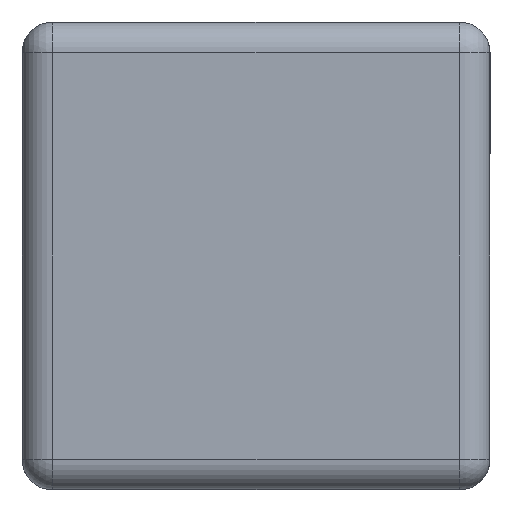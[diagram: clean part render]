
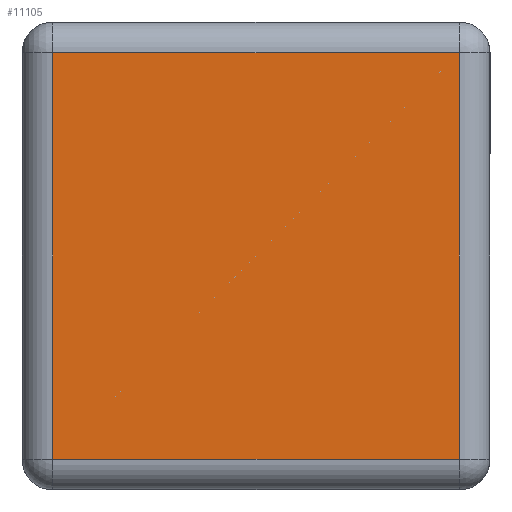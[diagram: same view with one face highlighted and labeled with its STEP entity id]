
A CAD part, left-side view. The second image highlights one B-rep face of the part: STEP entity #11105.
In plain terms, the highlighted planar face has unit normal (-1, 0, 0).
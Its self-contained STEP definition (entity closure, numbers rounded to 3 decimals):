
#512 = CARTESIAN_POINT ( 'NONE',  ( -5.04, 1.325, -1.325 ) ) ;
#570 = PLANE ( 'NONE',  #2919 ) ;
#641 = CARTESIAN_POINT ( 'NONE',  ( -5.04, 1.325, 1.325 ) ) ;
#1172 = DIRECTION ( 'NONE',  ( 0., 0., 1. ) ) ;
#1853 = ORIENTED_EDGE ( 'NONE', *, *, #15268, .T. ) ;
#2919 = AXIS2_PLACEMENT_3D ( 'NONE', #3314, #5815, #7208 ) ;
#3086 = LINE ( 'NONE', #12395, #16840 ) ;
#3314 = CARTESIAN_POINT ( 'NONE',  ( -5.04, 0., 0. ) ) ;
#3409 = VERTEX_POINT ( 'NONE', #11853 ) ;
#3722 = VERTEX_POINT ( 'NONE', #641 ) ;
#3967 = CARTESIAN_POINT ( 'NONE',  ( -5.04, 1.525, 1.325 ) ) ;
#4855 = VECTOR ( 'NONE', #13916, 1000. ) ;
#5815 = DIRECTION ( 'NONE',  ( 1., 0., 0. ) ) ;
#7205 = EDGE_CURVE ( 'NONE', #3722, #16136, #3086, .T. ) ;
#7208 = DIRECTION ( 'NONE',  ( 0., 0., -1. ) ) ;
#7479 = CARTESIAN_POINT ( 'NONE',  ( -5.04, -1.325, 1.525 ) ) ;
#7768 = LINE ( 'NONE', #3967, #13606 ) ;
#8032 = VERTEX_POINT ( 'NONE', #12158 ) ;
#8212 = ORIENTED_EDGE ( 'NONE', *, *, #7205, .T. ) ;
#8322 = FACE_OUTER_BOUND ( 'NONE', #11150, .T. ) ;
#9130 = DIRECTION ( 'NONE',  ( 0., 1., 0. ) ) ;
#9952 = LINE ( 'NONE', #15347, #4855 ) ;
#10883 = EDGE_CURVE ( 'NONE', #3409, #8032, #16810, .T. ) ;
#11105 = ADVANCED_FACE ( 'NONE', ( #8322 ), #570, .F. ) ;
#11150 = EDGE_LOOP ( 'NONE', ( #1853, #11761, #13045, #8212 ) ) ;
#11761 = ORIENTED_EDGE ( 'NONE', *, *, #10883, .T. ) ;
#11853 = CARTESIAN_POINT ( 'NONE',  ( -5.04, -1.325, -1.325 ) ) ;
#12158 = CARTESIAN_POINT ( 'NONE',  ( -5.04, -1.325, 1.325 ) ) ;
#12395 = CARTESIAN_POINT ( 'NONE',  ( -5.04, 1.325, -1.525 ) ) ;
#12483 = DIRECTION ( 'NONE',  ( 0., 0., -1. ) ) ;
#13045 = ORIENTED_EDGE ( 'NONE', *, *, #15920, .T. ) ;
#13606 = VECTOR ( 'NONE', #9130, 1000. ) ;
#13916 = DIRECTION ( 'NONE',  ( 0., -1., 0. ) ) ;
#15268 = EDGE_CURVE ( 'NONE', #16136, #3409, #9952, .T. ) ;
#15347 = CARTESIAN_POINT ( 'NONE',  ( -5.04, -1.525, -1.325 ) ) ;
#15808 = VECTOR ( 'NONE', #1172, 1000. ) ;
#15920 = EDGE_CURVE ( 'NONE', #8032, #3722, #7768, .T. ) ;
#16136 = VERTEX_POINT ( 'NONE', #512 ) ;
#16810 = LINE ( 'NONE', #7479, #15808 ) ;
#16840 = VECTOR ( 'NONE', #12483, 1000. ) ;
